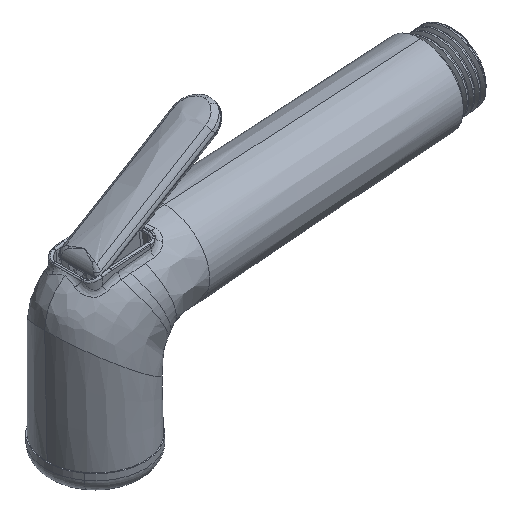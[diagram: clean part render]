
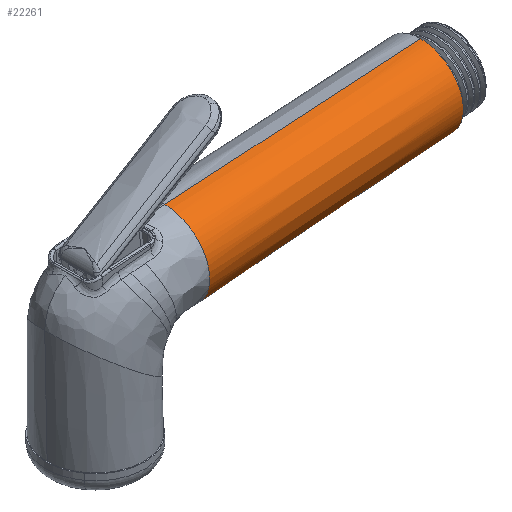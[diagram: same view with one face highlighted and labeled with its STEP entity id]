
A CAD part, isometric view. The second image highlights one B-rep face of the part: STEP entity #22261.
In plain terms, the highlighted free-form (B-spline) face has degree [3, 3] with [17, 4] control points.
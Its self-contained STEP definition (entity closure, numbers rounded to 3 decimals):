
#3259=CARTESIAN_POINT('',(96.827,0.,
28.902));
#3260=CARTESIAN_POINT('',(96.827,-0.385,
28.902));
#3261=CARTESIAN_POINT('',(96.821,-1.927,28.979));
#3262=CARTESIAN_POINT('',(96.774,-4.57,29.652));
#3263=CARTESIAN_POINT('',(96.647,-7.561,31.477));
#3264=CARTESIAN_POINT('',(96.464,-9.89,34.091));
#3265=CARTESIAN_POINT('',(96.242,-11.364,37.263));
#3266=CARTESIAN_POINT('',(96.,-11.868,40.723));
#3267=CARTESIAN_POINT('',(95.758,-11.364,44.183));
#3268=CARTESIAN_POINT('',(95.536,-9.89,47.355));
#3269=CARTESIAN_POINT('',(95.353,-7.561,49.969));
#3270=CARTESIAN_POINT('',(95.24,-4.902,51.591));
#3271=CARTESIAN_POINT('',(95.184,-2.312,52.39));
#3272=CARTESIAN_POINT('',(95.173,-0.771,
52.544));
#3273=CARTESIAN_POINT('',(95.173,0.,
52.544));
#3318=DIRECTION('',(0.998,0.,0.062));
#3319=VECTOR('',#3318,75.002);
#3320=CARTESIAN_POINT('',(20.314,0.,
47.911));
#3321=LINE('',#3320,#3319);
#3322=DIRECTION('',(0.997,0.,0.078));
#3323=VECTOR('',#3322,75.002);
#3324=CARTESIAN_POINT('',(22.051,0.,
23.072));
#3325=LINE('',#3324,#3323);
#3679=CARTESIAN_POINT('',(20.314,0.,
47.911));
#3680=CARTESIAN_POINT('',(20.314,-0.808,
47.911));
#3681=CARTESIAN_POINT('',(20.326,-2.425,47.748));
#3682=CARTESIAN_POINT('',(20.384,-5.14,46.906));
#3683=CARTESIAN_POINT('',(20.504,-7.925,45.198));
#3684=CARTESIAN_POINT('',(20.696,-10.36,42.45));
#3685=CARTESIAN_POINT('',(20.929,-11.899,39.12));
#3686=CARTESIAN_POINT('',(21.183,-12.425,35.491));
#3687=CARTESIAN_POINT('',(21.436,-11.899,31.863));
#3688=CARTESIAN_POINT('',(21.669,-10.36,28.533));
#3689=CARTESIAN_POINT('',(21.861,-7.925,25.784));
#3690=CARTESIAN_POINT('',(21.996,-4.792,23.863));
#3691=CARTESIAN_POINT('',(22.045,-2.021,23.153));
#3692=CARTESIAN_POINT('',(22.051,-0.404,
23.072));
#3693=CARTESIAN_POINT('',(22.051,0.,
23.072));
#14802=VERTEX_POINT('',#3259);
#14803=VERTEX_POINT('',#3273);
#14808=CARTESIAN_POINT('',(22.051,0.,
23.072));
#14809=VERTEX_POINT('',#14808);
#14810=VERTEX_POINT('',#3679);
#22183=CARTESIAN_POINT('',(97.572,0.739,
28.984));
#22184=CARTESIAN_POINT('',(68.627,0.751,
26.727));
#22185=CARTESIAN_POINT('',(40.942,0.745,
24.569));
#22186=CARTESIAN_POINT('',(21.637,0.776,
23.064));
#22187=CARTESIAN_POINT('',(97.573,0.493,
28.968));
#22188=CARTESIAN_POINT('',(68.622,0.501,
26.711));
#22189=CARTESIAN_POINT('',(40.931,0.497,
24.552));
#22190=CARTESIAN_POINT('',(21.638,0.518,
23.048));
#22191=CARTESIAN_POINT('',(97.574,-0.139,
28.948));
#22192=CARTESIAN_POINT('',(68.616,-0.141,
26.69));
#22193=CARTESIAN_POINT('',(40.917,-0.14,
24.53));
#22194=CARTESIAN_POINT('',(21.64,-0.146,
23.026));
#22195=CARTESIAN_POINT('',(97.567,-1.926,
29.037));
#22196=CARTESIAN_POINT('',(68.643,-1.958,
26.783));
#22197=CARTESIAN_POINT('',(40.981,-1.941,
24.627));
#22198=CARTESIAN_POINT('',(21.632,-2.023,
23.12));
#22199=CARTESIAN_POINT('',(97.514,-4.568,
29.709));
#22200=CARTESIAN_POINT('',(68.83,-4.638,
27.486));
#22201=CARTESIAN_POINT('',(41.44,-4.616,
25.358));
#22202=CARTESIAN_POINT('',(21.571,-4.796,
23.83));
#22203=CARTESIAN_POINT('',(97.371,-7.558,
31.532));
#22204=CARTESIAN_POINT('',(69.291,-7.667,
29.384));
#22205=CARTESIAN_POINT('',(42.577,-7.653,
27.334));
#22206=CARTESIAN_POINT('',(21.409,-7.931,
25.75));
#22207=CARTESIAN_POINT('',(97.167,-9.886,
34.144));
#22208=CARTESIAN_POINT('',(69.911,-10.022,
32.098));
#22209=CARTESIAN_POINT('',(44.122,-10.019,
30.157));
#22210=CARTESIAN_POINT('',(21.18,-10.367,
28.497));
#22211=CARTESIAN_POINT('',(96.92,-11.36,
37.313));
#22212=CARTESIAN_POINT('',(70.634,-11.512,
35.388));
#22213=CARTESIAN_POINT('',(45.935,-11.518,
33.573));
#22214=CARTESIAN_POINT('',(20.903,-11.908,
31.825));
#22215=CARTESIAN_POINT('',(96.651,-11.864,
40.769));
#22216=CARTESIAN_POINT('',(71.41,-12.021,
38.974));
#22217=CARTESIAN_POINT('',(47.882,-12.03,
37.295));
#22218=CARTESIAN_POINT('',(20.602,-12.434,
35.452));
#22219=CARTESIAN_POINT('',(96.382,-11.36,
44.225));
#22220=CARTESIAN_POINT('',(72.185,-11.512,
42.561));
#22221=CARTESIAN_POINT('',(49.829,-11.518,
41.017));
#22222=CARTESIAN_POINT('',(20.3,-11.908,
39.078));
#22223=CARTESIAN_POINT('',(96.135,-9.886,
47.394));
#22224=CARTESIAN_POINT('',(72.909,-10.022,
45.85));
#22225=CARTESIAN_POINT('',(51.642,-10.019,
44.434));
#22226=CARTESIAN_POINT('',(20.024,-10.367,
42.406));
#22227=CARTESIAN_POINT('',(95.931,-7.558,
50.006));
#22228=CARTESIAN_POINT('',(73.529,-7.667,
48.565));
#22229=CARTESIAN_POINT('',(53.186,-7.653,
47.257));
#22230=CARTESIAN_POINT('',(19.794,-7.931,
45.154));
#22231=CARTESIAN_POINT('',(95.804,-4.9,
51.626));
#22232=CARTESIAN_POINT('',(73.938,-4.974,
50.252));
#22233=CARTESIAN_POINT('',(54.198,-4.954,
49.013));
#22234=CARTESIAN_POINT('',(19.65,-5.144,
46.86));
#22235=CARTESIAN_POINT('',(95.741,-2.311,
52.424));
#22236=CARTESIAN_POINT('',(74.154,-2.349,
51.084));
#22237=CARTESIAN_POINT('',(54.727,-2.33,
49.88));
#22238=CARTESIAN_POINT('',(19.579,-2.427,
47.702));
#22239=CARTESIAN_POINT('',(95.726,-0.524,
52.603));
#22240=CARTESIAN_POINT('',(74.207,-0.532,
51.272));
#22241=CARTESIAN_POINT('',(54.856,-0.529,
50.075));
#22242=CARTESIAN_POINT('',(19.562,-0.55,47.891));
#22243=CARTESIAN_POINT('',(95.729,0.493,
52.57));
#22244=CARTESIAN_POINT('',(74.197,0.501,
51.238));
#22245=CARTESIAN_POINT('',(54.832,0.497,
50.039));
#22246=CARTESIAN_POINT('',(19.565,0.518,
47.856));
#22247=CARTESIAN_POINT('',(95.73,0.739,
52.555));
#22248=CARTESIAN_POINT('',(74.193,0.751,
51.221));
#22249=CARTESIAN_POINT('',(54.821,0.745,
50.022));
#22250=CARTESIAN_POINT('',(19.567,0.776,
47.839));
#22251=B_SPLINE_SURFACE_WITH_KNOTS('',3,3,((#22183,#22184,#22185,#22186),
(#22187,#22188,#22189,#22190),(#22191,#22192,#22193,#22194),(#22195,#22196,
#22197,#22198),(#22199,#22200,#22201,#22202),(#22203,#22204,#22205,#22206),(
#22207,#22208,#22209,#22210),(#22211,#22212,#22213,#22214),(#22215,#22216,
#22217,#22218),(#22219,#22220,#22221,#22222),(#22223,#22224,#22225,#22226),(
#22227,#22228,#22229,#22230),(#22231,#22232,#22233,#22234),(#22235,#22236,
#22237,#22238),(#22239,#22240,#22241,#22242),(#22243,#22244,#22245,#22246),(
#22247,#22248,#22249,#22250)),.UNSPECIFIED.,.F.,.F.,.F.,(4,1,1,1,1,1,1,1,1,1,1,
1,1,1,4),(4,4),(28.775,29.362,30.279,
33.032,35.784,38.537,41.29,
44.042,46.795,49.548,52.3,
55.053,56.888,58.723,59.31),(
-0.556,64.141),.UNSPECIFIED.);
#22252=ORIENTED_EDGE('',*,*,#22158,.F.);
#22254=ORIENTED_EDGE('',*,*,#22253,.F.);
#22256=ORIENTED_EDGE('',*,*,#22255,.F.);
#22258=ORIENTED_EDGE('',*,*,#22257,.T.);
#22259=EDGE_LOOP('',(#22252,#22254,#22256,#22258));
#22260=FACE_OUTER_BOUND('',#22259,.F.);
#22261=ADVANCED_FACE('',(#22260),#22251,.T.);
#3274=B_SPLINE_CURVE_WITH_KNOTS('',3,(#3259,#3260,#3261,#3262,#3263,#3264,#3265,
#3266,#3267,#3268,#3269,#3270,#3271,#3272,#3273),.UNSPECIFIED.,.F.,.F.,(4,1,1,1,
1,1,1,1,1,1,1,1,4),(0.,0.031,0.125,0.219,
0.313,0.406,0.5,0.594,
0.688,0.781,0.875,0.938,1.),
.UNSPECIFIED.);
#3694=B_SPLINE_CURVE_WITH_KNOTS('',3,(#3679,#3680,#3681,#3682,#3683,#3684,#3685,
#3686,#3687,#3688,#3689,#3690,#3691,#3692,#3693),.UNSPECIFIED.,.F.,.F.,(4,1,1,1,
1,1,1,1,1,1,1,1,4),(0.,0.062,0.125,0.219,
0.312,0.406,0.5,0.594,
0.687,0.781,0.875,0.969,1.),
.UNSPECIFIED.);
#22158=EDGE_CURVE('',#14802,#14803,#3274,.T.);
#22253=EDGE_CURVE('',#14809,#14802,#3325,.T.);
#22255=EDGE_CURVE('',#14810,#14809,#3694,.T.);
#22257=EDGE_CURVE('',#14810,#14803,#3321,.T.);
